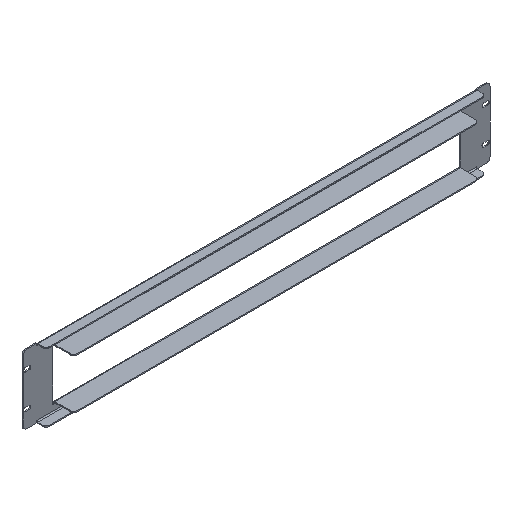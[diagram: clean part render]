
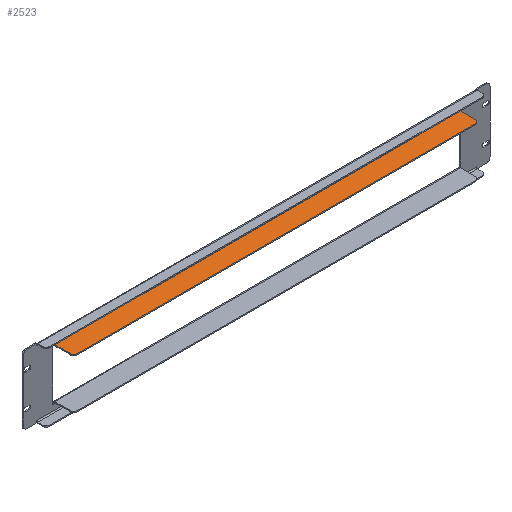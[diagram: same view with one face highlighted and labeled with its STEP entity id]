
A CAD part, isometric view. The second image highlights one B-rep face of the part: STEP entity #2523.
In plain terms, the highlighted planar face has unit normal (0, 0, 1).
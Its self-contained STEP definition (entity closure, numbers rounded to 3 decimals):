
#8 = EDGE_CURVE ( 'NONE', #2428, #962, #524, .T. ) ;
#36 = CARTESIAN_POINT ( 'NONE',  ( 293.5, -25., 36.5 ) ) ;
#87 = EDGE_LOOP ( 'NONE', ( #249, #972, #1137, #2089, #693, #610 ) ) ;
#110 = CARTESIAN_POINT ( 'NONE',  ( 0., -30., 36.5 ) ) ;
#135 = DIRECTION ( 'NONE',  ( 1., 0., 0. ) ) ;
#149 = CIRCLE ( 'NONE', #503, 5. ) ;
#194 = VERTEX_POINT ( 'NONE', #2131 ) ;
#249 = ORIENTED_EDGE ( 'NONE', *, *, #8, .T. ) ;
#251 = LINE ( 'NONE', #2136, #1977 ) ;
#310 = DIRECTION ( 'NONE',  ( 0., -1., 0. ) ) ;
#344 = DIRECTION ( 'NONE',  ( 0., 0., 1. ) ) ;
#468 = EDGE_CURVE ( 'NONE', #1270, #653, #2043, .T. ) ;
#503 = AXIS2_PLACEMENT_3D ( 'NONE', #933, #2185, #721 ) ;
#524 = LINE ( 'NONE', #110, #1436 ) ;
#543 = VECTOR ( 'NONE', #1662, 1000. ) ;
#574 = CARTESIAN_POINT ( 'NONE',  ( 0., 0., 36.5 ) ) ;
#610 = ORIENTED_EDGE ( 'NONE', *, *, #1145, .T. ) ;
#647 = LINE ( 'NONE', #1501, #1631 ) ;
#653 = VERTEX_POINT ( 'NONE', #851 ) ;
#681 = AXIS2_PLACEMENT_3D ( 'NONE', #2452, #1444, #989 ) ;
#693 = ORIENTED_EDGE ( 'NONE', *, *, #468, .T. ) ;
#721 = DIRECTION ( 'NONE',  ( 0., -1., 0. ) ) ;
#851 = CARTESIAN_POINT ( 'NONE',  ( -293.5, -25., 36.5 ) ) ;
#913 = CARTESIAN_POINT ( 'NONE',  ( -288.5, -30., 36.5 ) ) ;
#933 = CARTESIAN_POINT ( 'NONE',  ( -288.5, -25., 36.5 ) ) ;
#954 = CIRCLE ( 'NONE', #681, 5. ) ;
#962 = VERTEX_POINT ( 'NONE', #2277 ) ;
#972 = ORIENTED_EDGE ( 'NONE', *, *, #1325, .T. ) ;
#989 = DIRECTION ( 'NONE',  ( 0., -1., 0. ) ) ;
#999 = VERTEX_POINT ( 'NONE', #36 ) ;
#1043 = EDGE_CURVE ( 'NONE', #999, #194, #251, .T. ) ;
#1044 = CARTESIAN_POINT ( 'NONE',  ( -293.5, 0., 36.5 ) ) ;
#1106 = DIRECTION ( 'NONE',  ( 0., 1., 0. ) ) ;
#1137 = ORIENTED_EDGE ( 'NONE', *, *, #1043, .T. ) ;
#1145 = EDGE_CURVE ( 'NONE', #653, #2428, #149, .T. ) ;
#1270 = VERTEX_POINT ( 'NONE', #1380 ) ;
#1325 = EDGE_CURVE ( 'NONE', #962, #999, #954, .T. ) ;
#1380 = CARTESIAN_POINT ( 'NONE',  ( -293.5, -3., 36.5 ) ) ;
#1436 = VECTOR ( 'NONE', #135, 1000. ) ;
#1444 = DIRECTION ( 'NONE',  ( 0., 0., 1. ) ) ;
#1501 = CARTESIAN_POINT ( 'NONE',  ( -293.5, -3., 36.5 ) ) ;
#1631 = VECTOR ( 'NONE', #2347, 1000. ) ;
#1642 = PLANE ( 'NONE',  #1886 ) ;
#1662 = DIRECTION ( 'NONE',  ( 0., -1., 0. ) ) ;
#1886 = AXIS2_PLACEMENT_3D ( 'NONE', #574, #344, #310 ) ;
#1977 = VECTOR ( 'NONE', #1106, 1000. ) ;
#2043 = LINE ( 'NONE', #1044, #543 ) ;
#2089 = ORIENTED_EDGE ( 'NONE', *, *, #2728, .F. ) ;
#2131 = CARTESIAN_POINT ( 'NONE',  ( 293.5, -3., 36.5 ) ) ;
#2136 = CARTESIAN_POINT ( 'NONE',  ( 293.5, 0., 36.5 ) ) ;
#2185 = DIRECTION ( 'NONE',  ( 0., 0., 1. ) ) ;
#2277 = CARTESIAN_POINT ( 'NONE',  ( 288.5, -30., 36.5 ) ) ;
#2347 = DIRECTION ( 'NONE',  ( 1., 0., 0. ) ) ;
#2428 = VERTEX_POINT ( 'NONE', #913 ) ;
#2452 = CARTESIAN_POINT ( 'NONE',  ( 288.5, -25., 36.5 ) ) ;
#2523 = ADVANCED_FACE ( 'NONE', ( #2698 ), #1642, .T. ) ;
#2698 = FACE_OUTER_BOUND ( 'NONE', #87, .T. ) ;
#2728 = EDGE_CURVE ( 'NONE', #1270, #194, #647, .T. ) ;
